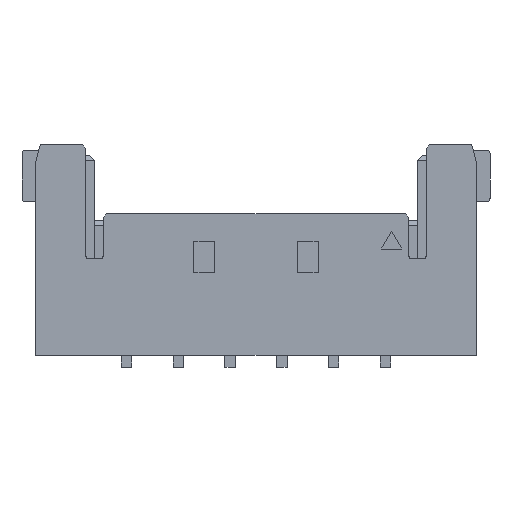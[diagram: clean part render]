
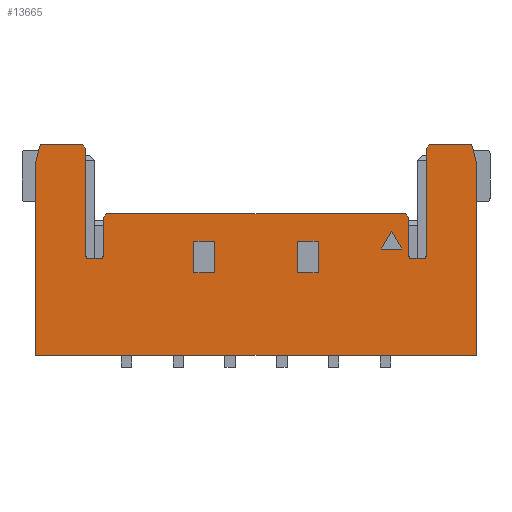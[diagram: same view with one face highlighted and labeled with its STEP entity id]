
A CAD part, top view. The second image highlights one B-rep face of the part: STEP entity #13665.
In plain terms, the highlighted planar face has unit normal (0, 0, 1).
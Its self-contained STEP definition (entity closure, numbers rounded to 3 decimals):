
#3799=DIRECTION('',(0.,-1.,0.));
#3800=VECTOR('',#3799,3.12);
#3801=CARTESIAN_POINT('',(-4.925,6.,0.98));
#3802=LINE('',#3801,#3800);
#3803=CARTESIAN_POINT('',(-4.845,2.88,0.98));
#3804=DIRECTION('',(0.,0.,1.));
#3805=DIRECTION('',(-1.,0.,0.));
#3806=AXIS2_PLACEMENT_3D('',#3803,#3804,#3805);
#3808=DIRECTION('',(1.,0.,0.));
#3809=VECTOR('',#3808,0.34);
#3810=CARTESIAN_POINT('',(-4.845,2.8,0.98));
#3811=LINE('',#3810,#3809);
#3812=CARTESIAN_POINT('',(-4.505,2.88,0.98));
#3813=DIRECTION('',(0.,0.,1.));
#3814=DIRECTION('',(0.,-1.,0.));
#3815=AXIS2_PLACEMENT_3D('',#3812,#3813,#3814);
#3817=DIRECTION('',(0.,1.,0.));
#3818=VECTOR('',#3817,1.12);
#3819=CARTESIAN_POINT('',(-4.425,2.88,0.98));
#3820=LINE('',#3819,#3818);
#3821=DIRECTION('',(0.707,0.707,0.));
#3822=VECTOR('',#3821,0.141);
#3823=CARTESIAN_POINT('',(-4.425,4.,0.98));
#3824=LINE('',#3823,#3822);
#3825=DIRECTION('',(-1.,0.,0.));
#3826=VECTOR('',#3825,8.65);
#3827=CARTESIAN_POINT('',(4.325,4.1,0.98));
#3828=LINE('',#3827,#3826);
#3829=DIRECTION('',(0.707,-0.707,0.));
#3830=VECTOR('',#3829,0.141);
#3831=CARTESIAN_POINT('',(4.325,4.1,0.98));
#3832=LINE('',#3831,#3830);
#3833=DIRECTION('',(0.,-1.,0.));
#3834=VECTOR('',#3833,1.12);
#3835=CARTESIAN_POINT('',(4.425,4.,0.98));
#3836=LINE('',#3835,#3834);
#3837=CARTESIAN_POINT('',(4.505,2.88,0.98));
#3838=DIRECTION('',(0.,0.,1.));
#3839=DIRECTION('',(-1.,0.,0.));
#3840=AXIS2_PLACEMENT_3D('',#3837,#3838,#3839);
#3842=DIRECTION('',(1.,0.,0.));
#3843=VECTOR('',#3842,0.34);
#3844=CARTESIAN_POINT('',(4.505,2.8,0.98));
#3845=LINE('',#3844,#3843);
#3846=CARTESIAN_POINT('',(4.845,2.88,0.98));
#3847=DIRECTION('',(0.,0.,1.));
#3848=DIRECTION('',(0.,-1.,0.));
#3849=AXIS2_PLACEMENT_3D('',#3846,#3847,#3848);
#3851=DIRECTION('',(0.,1.,0.));
#3852=VECTOR('',#3851,3.12);
#3853=CARTESIAN_POINT('',(4.925,2.88,0.98));
#3854=LINE('',#3853,#3852);
#3855=DIRECTION('',(0.707,0.707,0.));
#3856=VECTOR('',#3855,0.141);
#3857=CARTESIAN_POINT('',(4.925,6.,0.98));
#3858=LINE('',#3857,#3856);
#3859=DIRECTION('',(-1.,0.,0.));
#3860=VECTOR('',#3859,1.22);
#3861=CARTESIAN_POINT('',(6.245,6.1,0.98));
#3862=LINE('',#3861,#3860);
#3863=DIRECTION('',(-0.252,0.968,0.));
#3864=VECTOR('',#3863,0.517);
#3865=CARTESIAN_POINT('',(6.375,5.6,0.98));
#3866=LINE('',#3865,#3864);
#3867=DIRECTION('',(0.,1.,0.));
#3868=VECTOR('',#3867,5.6);
#3869=CARTESIAN_POINT('',(6.375,0.,0.98));
#3870=LINE('',#3869,#3868);
#3871=DIRECTION('',(1.,0.,0.));
#3872=VECTOR('',#3871,12.75);
#3873=CARTESIAN_POINT('',(-6.375,0.,0.98));
#3874=LINE('',#3873,#3872);
#3875=DIRECTION('',(0.,-1.,0.));
#3876=VECTOR('',#3875,5.6);
#3877=CARTESIAN_POINT('',(-6.375,5.6,0.98));
#3878=LINE('',#3877,#3876);
#3879=DIRECTION('',(-0.252,-0.968,0.));
#3880=VECTOR('',#3879,0.517);
#3881=CARTESIAN_POINT('',(-6.245,6.1,0.98));
#3882=LINE('',#3881,#3880);
#3883=DIRECTION('',(-1.,0.,0.));
#3884=VECTOR('',#3883,1.22);
#3885=CARTESIAN_POINT('',(-5.025,6.1,0.98));
#3886=LINE('',#3885,#3884);
#3887=DIRECTION('',(0.707,-0.707,0.));
#3888=VECTOR('',#3887,0.141);
#3889=CARTESIAN_POINT('',(-5.025,6.1,0.98));
#3890=LINE('',#3889,#3888);
#3891=DIRECTION('',(0.,-1.,0.));
#3892=VECTOR('',#3891,0.9);
#3893=CARTESIAN_POINT('',(-1.8,3.3,0.98));
#3894=LINE('',#3893,#3892);
#3895=DIRECTION('',(1.,0.,0.));
#3896=VECTOR('',#3895,0.6);
#3897=CARTESIAN_POINT('',(-1.8,2.4,0.98));
#3898=LINE('',#3897,#3896);
#3899=DIRECTION('',(0.,1.,0.));
#3900=VECTOR('',#3899,0.9);
#3901=CARTESIAN_POINT('',(-1.2,2.4,0.98));
#3902=LINE('',#3901,#3900);
#3903=DIRECTION('',(-1.,0.,0.));
#3904=VECTOR('',#3903,0.6);
#3905=CARTESIAN_POINT('',(-1.2,3.3,0.98));
#3906=LINE('',#3905,#3904);
#3907=DIRECTION('',(-1.,0.,0.));
#3908=VECTOR('',#3907,0.6);
#3909=CARTESIAN_POINT('',(1.8,3.3,0.98));
#3910=LINE('',#3909,#3908);
#3911=DIRECTION('',(0.,-1.,0.));
#3912=VECTOR('',#3911,0.9);
#3913=CARTESIAN_POINT('',(1.2,3.3,0.98));
#3914=LINE('',#3913,#3912);
#3915=DIRECTION('',(1.,0.,0.));
#3916=VECTOR('',#3915,0.6);
#3917=CARTESIAN_POINT('',(1.2,2.4,0.98));
#3918=LINE('',#3917,#3916);
#3919=DIRECTION('',(0.,1.,0.));
#3920=VECTOR('',#3919,0.9);
#3921=CARTESIAN_POINT('',(1.8,2.4,0.98));
#3922=LINE('',#3921,#3920);
#3923=DIRECTION('',(-0.5,-0.866,0.));
#3924=VECTOR('',#3923,0.6);
#3925=CARTESIAN_POINT('',(3.925,3.6,0.98));
#3926=LINE('',#3925,#3924);
#3927=DIRECTION('',(1.,0.,0.));
#3928=VECTOR('',#3927,0.6);
#3929=CARTESIAN_POINT('',(3.625,3.08,0.98));
#3930=LINE('',#3929,#3928);
#3931=DIRECTION('',(-0.5,0.866,0.));
#3932=VECTOR('',#3931,0.6);
#3933=CARTESIAN_POINT('',(4.225,3.08,0.98));
#3934=LINE('',#3933,#3932);
#6715=CARTESIAN_POINT('',(-6.375,5.6,0.98));
#6716=CARTESIAN_POINT('',(-6.375,0.,0.98));
#6717=VERTEX_POINT('',#6715);
#6718=VERTEX_POINT('',#6716);
#6719=CARTESIAN_POINT('',(6.375,0.,0.98));
#6720=VERTEX_POINT('',#6719);
#6721=CARTESIAN_POINT('',(6.375,5.6,0.98));
#6722=VERTEX_POINT('',#6721);
#6723=CARTESIAN_POINT('',(6.245,6.1,0.98));
#6724=VERTEX_POINT('',#6723);
#6725=CARTESIAN_POINT('',(-6.245,6.1,0.98));
#6726=VERTEX_POINT('',#6725);
#6751=CARTESIAN_POINT('',(-4.925,6.,0.98));
#6752=CARTESIAN_POINT('',(-4.925,2.88,0.98));
#6753=VERTEX_POINT('',#6751);
#6754=VERTEX_POINT('',#6752);
#6755=CARTESIAN_POINT('',(-4.845,2.8,0.98));
#6756=CARTESIAN_POINT('',(-4.505,2.8,0.98));
#6757=VERTEX_POINT('',#6755);
#6758=VERTEX_POINT('',#6756);
#6759=CARTESIAN_POINT('',(-4.425,2.88,0.98));
#6760=CARTESIAN_POINT('',(-4.425,4.,0.98));
#6761=VERTEX_POINT('',#6759);
#6762=VERTEX_POINT('',#6760);
#6763=CARTESIAN_POINT('',(-4.325,4.1,0.98));
#6764=VERTEX_POINT('',#6763);
#6765=CARTESIAN_POINT('',(-5.025,6.1,0.98));
#6766=VERTEX_POINT('',#6765);
#6767=CARTESIAN_POINT('',(4.925,6.,0.98));
#6768=CARTESIAN_POINT('',(5.025,6.1,0.98));
#6769=VERTEX_POINT('',#6767);
#6770=VERTEX_POINT('',#6768);
#6771=CARTESIAN_POINT('',(4.325,4.1,0.98));
#6772=CARTESIAN_POINT('',(4.425,4.,0.98));
#6773=VERTEX_POINT('',#6771);
#6774=VERTEX_POINT('',#6772);
#6775=CARTESIAN_POINT('',(4.425,2.88,0.98));
#6776=VERTEX_POINT('',#6775);
#6777=CARTESIAN_POINT('',(4.505,2.8,0.98));
#6778=CARTESIAN_POINT('',(4.845,2.8,0.98));
#6779=VERTEX_POINT('',#6777);
#6780=VERTEX_POINT('',#6778);
#6781=CARTESIAN_POINT('',(4.925,2.88,0.98));
#6782=VERTEX_POINT('',#6781);
#7626=CARTESIAN_POINT('',(-1.8,3.3,0.98));
#7627=CARTESIAN_POINT('',(-1.8,2.4,0.98));
#7628=VERTEX_POINT('',#7626);
#7629=VERTEX_POINT('',#7627);
#7630=CARTESIAN_POINT('',(-1.2,2.4,0.98));
#7631=VERTEX_POINT('',#7630);
#7632=CARTESIAN_POINT('',(-1.2,3.3,0.98));
#7633=VERTEX_POINT('',#7632);
#7634=CARTESIAN_POINT('',(1.8,3.3,0.98));
#7635=CARTESIAN_POINT('',(1.2,3.3,0.98));
#7636=VERTEX_POINT('',#7634);
#7637=VERTEX_POINT('',#7635);
#7638=CARTESIAN_POINT('',(1.2,2.4,0.98));
#7639=VERTEX_POINT('',#7638);
#7640=CARTESIAN_POINT('',(1.8,2.4,0.98));
#7641=VERTEX_POINT('',#7640);
#8764=CARTESIAN_POINT('',(3.925,3.6,0.98));
#8765=CARTESIAN_POINT('',(3.625,3.08,0.98));
#8766=VERTEX_POINT('',#8764);
#8767=VERTEX_POINT('',#8765);
#8768=CARTESIAN_POINT('',(4.225,3.08,0.98));
#8769=VERTEX_POINT('',#8768);
#13591=CARTESIAN_POINT('',(0.,0.,0.98));
#13592=DIRECTION('',(0.,0.,1.));
#13593=DIRECTION('',(0.,-1.,0.));
#13594=AXIS2_PLACEMENT_3D('',#13591,#13592,#13593);
#13595=PLANE('',#13594);
#13596=ORIENTED_EDGE('',*,*,#11383,.T.);
#13598=ORIENTED_EDGE('',*,*,#13597,.T.);
#13600=ORIENTED_EDGE('',*,*,#13599,.T.);
#13602=ORIENTED_EDGE('',*,*,#13601,.T.);
#13604=ORIENTED_EDGE('',*,*,#13603,.T.);
#13606=ORIENTED_EDGE('',*,*,#13605,.T.);
#13608=ORIENTED_EDGE('',*,*,#13607,.F.);
#13610=ORIENTED_EDGE('',*,*,#13609,.T.);
#13612=ORIENTED_EDGE('',*,*,#13611,.T.);
#13614=ORIENTED_EDGE('',*,*,#13613,.T.);
#13616=ORIENTED_EDGE('',*,*,#13615,.T.);
#13618=ORIENTED_EDGE('',*,*,#13617,.T.);
#13619=ORIENTED_EDGE('',*,*,#11474,.T.);
#13621=ORIENTED_EDGE('',*,*,#13620,.T.);
#13623=ORIENTED_EDGE('',*,*,#13622,.F.);
#13625=ORIENTED_EDGE('',*,*,#13624,.F.);
#13627=ORIENTED_EDGE('',*,*,#13626,.F.);
#13628=ORIENTED_EDGE('',*,*,#8963,.F.);
#13630=ORIENTED_EDGE('',*,*,#13629,.F.);
#13632=ORIENTED_EDGE('',*,*,#13631,.F.);
#13633=ORIENTED_EDGE('',*,*,#13579,.F.);
#13634=ORIENTED_EDGE('',*,*,#11361,.T.);
#13635=EDGE_LOOP('',(#13596,#13598,#13600,#13602,#13604,#13606,#13608,#13610,
#13612,#13614,#13616,#13618,#13619,#13621,#13623,#13625,#13627,#13628,#13630,
#13632,#13633,#13634));
#13636=FACE_OUTER_BOUND('',#13635,.F.);
#13638=ORIENTED_EDGE('',*,*,#13637,.T.);
#13640=ORIENTED_EDGE('',*,*,#13639,.T.);
#13642=ORIENTED_EDGE('',*,*,#13641,.T.);
#13644=ORIENTED_EDGE('',*,*,#13643,.T.);
#13645=EDGE_LOOP('',(#13638,#13640,#13642,#13644));
#13646=FACE_BOUND('',#13645,.F.);
#13648=ORIENTED_EDGE('',*,*,#13647,.T.);
#13650=ORIENTED_EDGE('',*,*,#13649,.T.);
#13652=ORIENTED_EDGE('',*,*,#13651,.T.);
#13654=ORIENTED_EDGE('',*,*,#13653,.T.);
#13655=EDGE_LOOP('',(#13648,#13650,#13652,#13654));
#13656=FACE_BOUND('',#13655,.F.);
#13658=ORIENTED_EDGE('',*,*,#13657,.T.);
#13660=ORIENTED_EDGE('',*,*,#13659,.T.);
#13662=ORIENTED_EDGE('',*,*,#13661,.T.);
#13663=EDGE_LOOP('',(#13658,#13660,#13662));
#13664=FACE_BOUND('',#13663,.F.);
#13665=ADVANCED_FACE('',(#13636,#13646,#13656,#13664),#13595,.T.);
#3807=CIRCLE('',#3806,0.08);
#3816=CIRCLE('',#3815,0.08);
#3841=CIRCLE('',#3840,0.08);
#3850=CIRCLE('',#3849,0.08);
#8963=EDGE_CURVE('',#6718,#6720,#3874,.T.);
#11361=EDGE_CURVE('',#6766,#6753,#3890,.T.);
#11383=EDGE_CURVE('',#6753,#6754,#3802,.T.);
#11474=EDGE_CURVE('',#6782,#6769,#3854,.T.);
#13579=EDGE_CURVE('',#6766,#6726,#3886,.T.);
#13597=EDGE_CURVE('',#6754,#6757,#3807,.T.);
#13599=EDGE_CURVE('',#6757,#6758,#3811,.T.);
#13601=EDGE_CURVE('',#6758,#6761,#3816,.T.);
#13603=EDGE_CURVE('',#6761,#6762,#3820,.T.);
#13605=EDGE_CURVE('',#6762,#6764,#3824,.T.);
#13607=EDGE_CURVE('',#6773,#6764,#3828,.T.);
#13609=EDGE_CURVE('',#6773,#6774,#3832,.T.);
#13611=EDGE_CURVE('',#6774,#6776,#3836,.T.);
#13613=EDGE_CURVE('',#6776,#6779,#3841,.T.);
#13615=EDGE_CURVE('',#6779,#6780,#3845,.T.);
#13617=EDGE_CURVE('',#6780,#6782,#3850,.T.);
#13620=EDGE_CURVE('',#6769,#6770,#3858,.T.);
#13622=EDGE_CURVE('',#6724,#6770,#3862,.T.);
#13624=EDGE_CURVE('',#6722,#6724,#3866,.T.);
#13626=EDGE_CURVE('',#6720,#6722,#3870,.T.);
#13629=EDGE_CURVE('',#6717,#6718,#3878,.T.);
#13631=EDGE_CURVE('',#6726,#6717,#3882,.T.);
#13637=EDGE_CURVE('',#7628,#7629,#3894,.T.);
#13639=EDGE_CURVE('',#7629,#7631,#3898,.T.);
#13641=EDGE_CURVE('',#7631,#7633,#3902,.T.);
#13643=EDGE_CURVE('',#7633,#7628,#3906,.T.);
#13647=EDGE_CURVE('',#7636,#7637,#3910,.T.);
#13649=EDGE_CURVE('',#7637,#7639,#3914,.T.);
#13651=EDGE_CURVE('',#7639,#7641,#3918,.T.);
#13653=EDGE_CURVE('',#7641,#7636,#3922,.T.);
#13657=EDGE_CURVE('',#8766,#8767,#3926,.T.);
#13659=EDGE_CURVE('',#8767,#8769,#3930,.T.);
#13661=EDGE_CURVE('',#8769,#8766,#3934,.T.);
